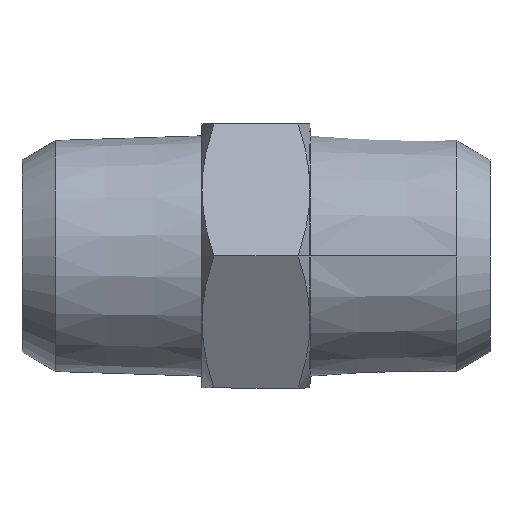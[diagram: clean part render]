
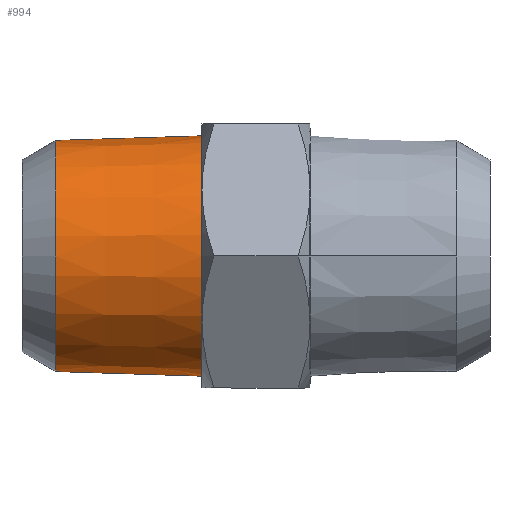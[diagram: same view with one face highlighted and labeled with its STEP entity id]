
A CAD part, left-side view. The second image highlights one B-rep face of the part: STEP entity #994.
In plain terms, the highlighted conical face has half-angle 1.79 degrees and reference radius 4.815 mm.
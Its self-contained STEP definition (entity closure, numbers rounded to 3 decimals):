
#13 = CARTESIAN_POINT ( 'NONE',  ( 0., 18.088, 0. ) ) ;
#22 = ORIENTED_EDGE ( 'NONE', *, *, #711, .F. ) ;
#28 = VERTEX_POINT ( 'NONE', #328 ) ;
#31 = AXIS2_PLACEMENT_3D ( 'NONE', #954, #112, #868 ) ;
#112 = DIRECTION ( 'NONE',  ( 0., -1., 0. ) ) ;
#124 = CARTESIAN_POINT ( 'NONE',  ( 0., 12., 5.005 ) ) ;
#138 = VERTEX_POINT ( 'NONE', #242 ) ;
#187 = DIRECTION ( 'NONE',  ( 0., 0., -1. ) ) ;
#242 = CARTESIAN_POINT ( 'NONE',  ( 0., 18.088, -4.815 ) ) ;
#253 = VECTOR ( 'NONE', #680, 1000. ) ;
#265 = CONICAL_SURFACE ( 'NONE', #31, 4.815, 0.031 ) ;
#328 = CARTESIAN_POINT ( 'NONE',  ( 0., 12., -5.005 ) ) ;
#340 = DIRECTION ( 'NONE',  ( 0., 0., -1. ) ) ;
#364 = AXIS2_PLACEMENT_3D ( 'NONE', #13, #1036, #340 ) ;
#371 = DIRECTION ( 'NONE',  ( 0., -1., -0.031 ) ) ;
#383 = FACE_OUTER_BOUND ( 'NONE', #621, .T. ) ;
#585 = CARTESIAN_POINT ( 'NONE',  ( 0., 18.088, 4.815 ) ) ;
#620 = CARTESIAN_POINT ( 'NONE',  ( 0., 18.088, -4.815 ) ) ;
#621 = EDGE_LOOP ( 'NONE', ( #22, #975, #749, #701 ) ) ;
#653 = LINE ( 'NONE', #833, #253 ) ;
#670 = CIRCLE ( 'NONE', #705, 5.005 ) ;
#673 = VERTEX_POINT ( 'NONE', #585 ) ;
#680 = DIRECTION ( 'NONE',  ( 0., -1., 0.031 ) ) ;
#683 = VECTOR ( 'NONE', #371, 1000. ) ;
#701 = ORIENTED_EDGE ( 'NONE', *, *, #885, .F. ) ;
#705 = AXIS2_PLACEMENT_3D ( 'NONE', #851, #769, #187 ) ;
#711 = EDGE_CURVE ( 'NONE', #673, #980, #653, .T. ) ;
#749 = ORIENTED_EDGE ( 'NONE', *, *, #921, .T. ) ;
#769 = DIRECTION ( 'NONE',  ( 0., -1., 0. ) ) ;
#833 = CARTESIAN_POINT ( 'NONE',  ( 0., 18.088, 4.815 ) ) ;
#851 = CARTESIAN_POINT ( 'NONE',  ( 0., 12., 0. ) ) ;
#861 = EDGE_CURVE ( 'NONE', #673, #138, #1042, .T. ) ;
#868 = DIRECTION ( 'NONE',  ( 0., 0., -1. ) ) ;
#885 = EDGE_CURVE ( 'NONE', #980, #28, #670, .T. ) ;
#921 = EDGE_CURVE ( 'NONE', #138, #28, #1017, .T. ) ;
#954 = CARTESIAN_POINT ( 'NONE',  ( 0., 18.088, 0. ) ) ;
#975 = ORIENTED_EDGE ( 'NONE', *, *, #861, .T. ) ;
#980 = VERTEX_POINT ( 'NONE', #124 ) ;
#994 = ADVANCED_FACE ( 'NONE', ( #383 ), #265, .T. ) ;
#1017 = LINE ( 'NONE', #620, #683 ) ;
#1036 = DIRECTION ( 'NONE',  ( 0., -1., 0. ) ) ;
#1042 = CIRCLE ( 'NONE', #364, 4.815 ) ;
